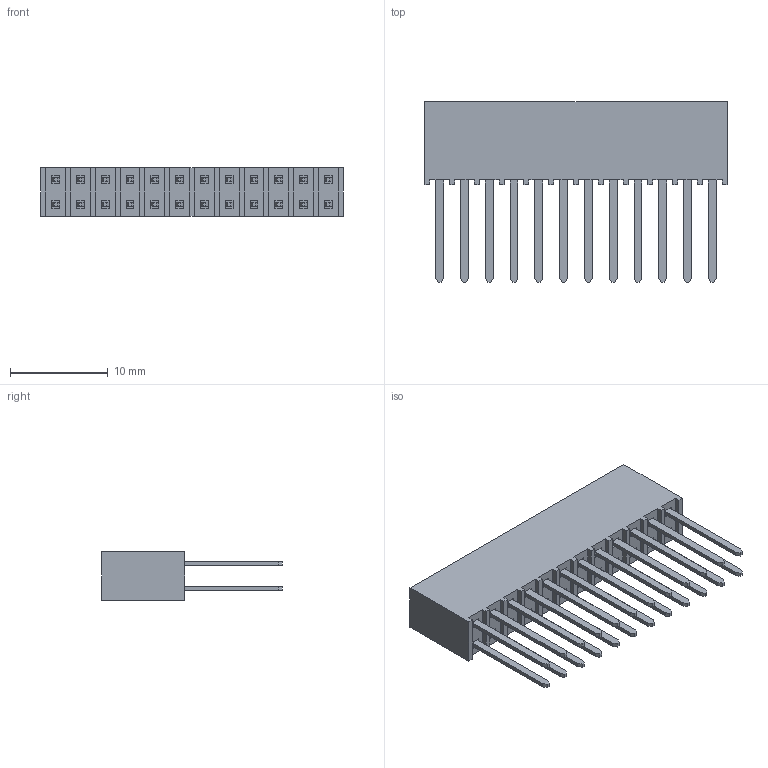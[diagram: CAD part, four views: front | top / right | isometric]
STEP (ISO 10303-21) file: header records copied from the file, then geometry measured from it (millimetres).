
FILE_DESCRIPTION( ( 'STEP AP214' ), '1' );
FILE_NAME( 'SSW-112-03-T-D.stp', '2020-07-16T21:23:12', ( 'License CC BY-ND 4.0' ), ( 'CADENAS' ), ' ', 'PARTsolutions', ' ' );
FILE_SCHEMA( ( 'AUTOMOTIVE_DESIGN { 1 0 10303 214 1 1 1 1 }' ) );
Length unit declared in the file: inch
Products named in the file (3): SSW-112-03-T-D; _T1SSW-112-03-G-D; _P2SSW-112-03-G-D
Assembly tree (2 placements, depth 2):
  SSW-112-03-T-D
    _T1SSW-112-03-G-D
    _P2SSW-112-03-G-D
Bounding box: 30.99 x 18.52 x 4.95 mm (x, y, z)
Volume: 1222 mm3; surface area: 2370.9 mm2
Topology: 2 solids, 2 shells, 324 faces, 888 edges, 592 vertices
Faces by surface type: plane 324
Entity records: 12794 total; most frequent: CARTESIAN_POINT 1807, ORIENTED_EDGE 1776, DIRECTION 1542, EDGE_CURVE 888, LINE 888, VECTOR 888, VERTEX_POINT 592, EDGE_LOOP 396
